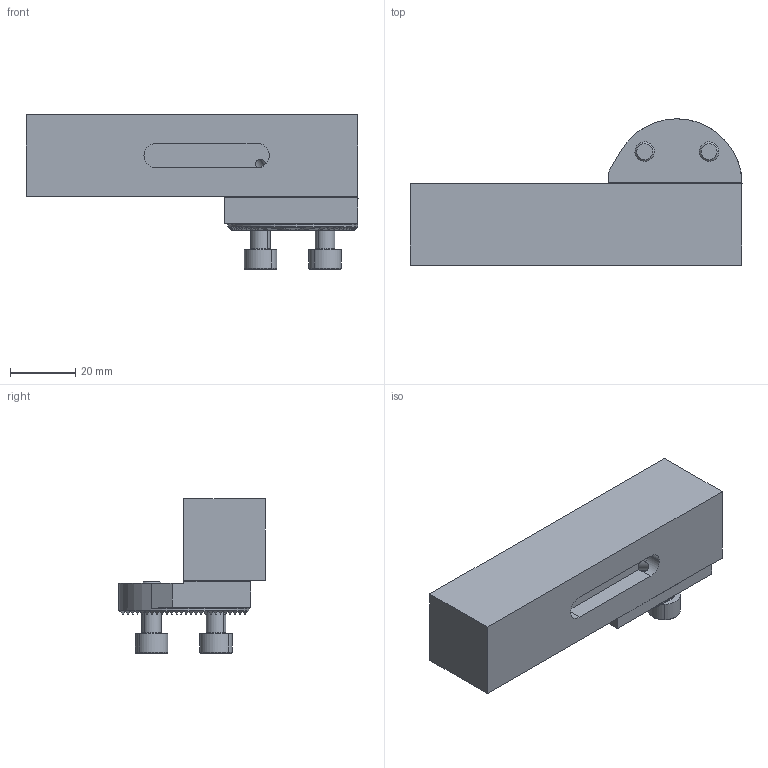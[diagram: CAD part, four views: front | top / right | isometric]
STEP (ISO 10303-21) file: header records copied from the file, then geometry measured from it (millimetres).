
FILE_DESCRIPTION (( 'STEP AP214' ), '1' );
FILE_NAME ('V25.WK1.R90.082.STEP', '2023-10-23T08:36:30', ( '' ), ( '' ), 'SwSTEP 2.0', 'SolidWorks 2017', '' );
FILE_SCHEMA (( 'AUTOMOTIVE_DESIGN' ));
Length unit declared in the file: millimetre
Products named in the file (4): V25-WK1.R90.082_A; V25.WK1.R90.082; ISO 4762 - M6 x 16; DIN 3771 - 6x1
Assembly tree (5 placements, depth 2):
  V25.WK1.R90.082
    V25-WK1.R90.082_A
    DIN 3771 - 6x1
    ISO 4762 - M6 x 16  x3
Bounding box: 102 x 45 x 47.4 mm (x, y, z)
Volume: 77061.8 mm3; surface area: 18326.1 mm2
Topology: 5 solids, 5 shells, 386 faces, 1108 edges, 724 vertices
Faces by surface type: plane 248, cylinder 88, cone 32, torus 18
Entity records: 12732 total; most frequent: CARTESIAN_POINT 4039, ORIENTED_EDGE 1968, DIRECTION 1516, EDGE_CURVE 984, VERTEX_POINT 658, AXIS2_PLACEMENT_3D 537, LINE 442, VECTOR 442
